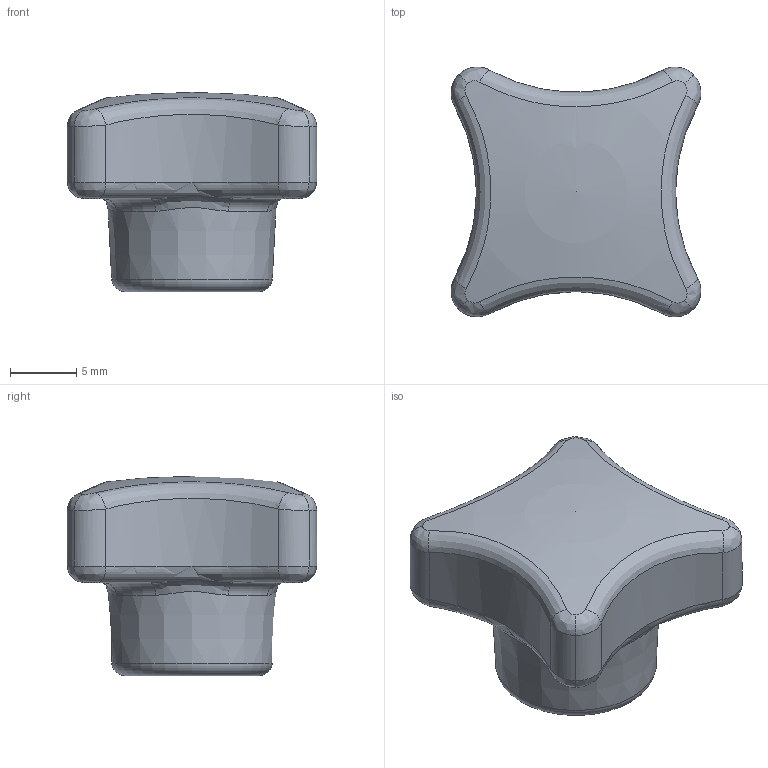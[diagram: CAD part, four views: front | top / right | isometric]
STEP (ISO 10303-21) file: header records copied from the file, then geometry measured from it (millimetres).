
FILE_DESCRIPTION( ( 'Unknown' ), '1' );
FILE_NAME( '7120005_VQB25_M5.stp', 'Unknown', ( 'Unknown' ), ( 'Unknown' ), 'PSStep 11.0', 'Unknown', ' ' );
FILE_SCHEMA( ( 'AUTOMOTIVE_DESIGN { 1 0 10303 214 1 1 1 1 }' ) );
Length unit declared in the file: millimetre
Products named in the file (1): 1
Bounding box: 18.81 x 18.81 x 15 mm (x, y, z)
Volume: 2722.8 mm3; surface area: 1398 mm2
Topology: 1 solids, 1 shells, 54 faces, 131 edges, 78 vertices
Faces by surface type: bspline 24, cylinder 13, torus 9, plane 5, cone 2, sphere 1
Full cylindrical faces by diameter (mm): 4.134 x1
Entity records: 5104 total; most frequent: CARTESIAN_POINT 3580, ORIENTED_EDGE 240, DIRECTION 206, EDGE_CURVE 120, AXIS2_PLACEMENT_3D 95, VERTEX_POINT 73, CIRCLE 64, EDGE_LOOP 58
